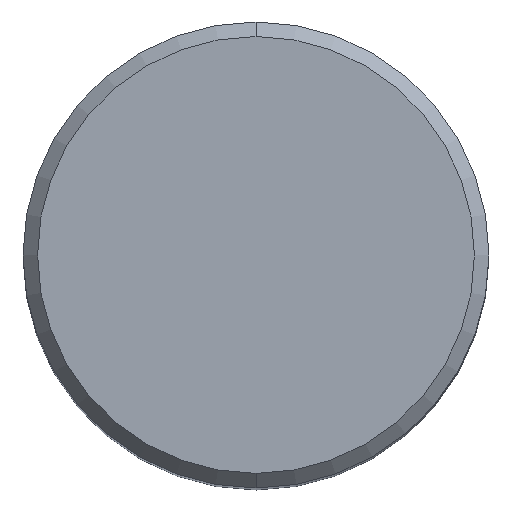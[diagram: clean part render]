
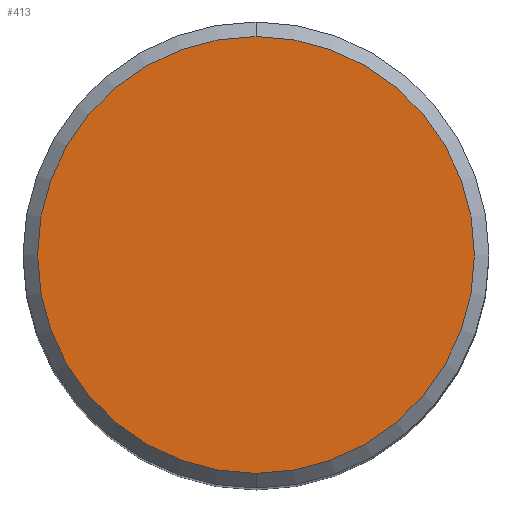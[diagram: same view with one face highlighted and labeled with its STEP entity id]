
A CAD part, top view. The second image highlights one B-rep face of the part: STEP entity #413.
In plain terms, the highlighted planar face has unit normal (0, 0, 1).
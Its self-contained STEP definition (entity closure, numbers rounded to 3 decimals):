
#409=EDGE_CURVE('',#537,#545,#954,.T.);
#413=ADVANCED_FACE('',(#959),#960,.T.);
#521=EDGE_CURVE('',#545,#537,#1078,.T.);
#537=VERTEX_POINT('',#1098);
#545=VERTEX_POINT('',#1107);
#954=CIRCLE('',#1755,15.0);
#959=FACE_OUTER_BOUND('',#1760,.T.);
#960=PLANE('',#1761);
#1078=CIRCLE('',#2078,15.0);
#1098=CARTESIAN_POINT('',(0.,-15.0,0.0));
#1107=CARTESIAN_POINT('',(0.0,15.0,0.0));
#1755=AXIS2_PLACEMENT_3D('',#2974,#2975,#2976);
#1760=EDGE_LOOP('',(#2994,#2995));
#1761=AXIS2_PLACEMENT_3D('',#2996,#2997,#2998);
#2078=AXIS2_PLACEMENT_3D('',#3141,#3142,#3143);
#2974=CARTESIAN_POINT('',(0.0,0.0,0.0));
#2975=DIRECTION('',(0.0,0.0,-1.0));
#2976=DIRECTION('',(0.0,1.0,0.0));
#2994=ORIENTED_EDGE('',*,*,#521,.F.);
#2995=ORIENTED_EDGE('',*,*,#409,.F.);
#2996=CARTESIAN_POINT('',(0.0,7.5,0.0));
#2997=DIRECTION('',(-0.0,0.0,1.0));
#2998=DIRECTION('',(0.0,-1.0,0.0));
#3141=CARTESIAN_POINT('',(0.0,0.0,0.0));
#3142=DIRECTION('',(0.0,0.0,-1.0));
#3143=DIRECTION('',(0.0,1.0,0.0));
